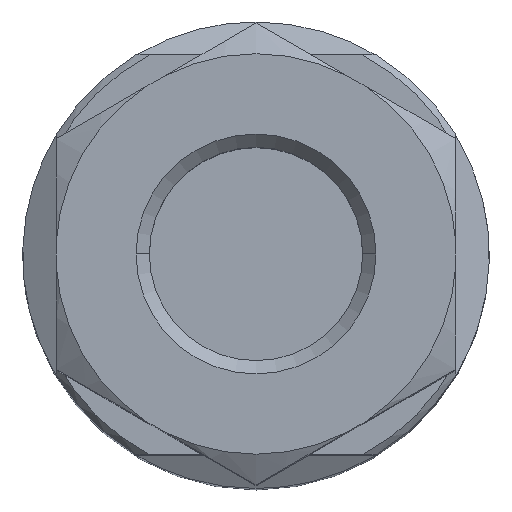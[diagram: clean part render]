
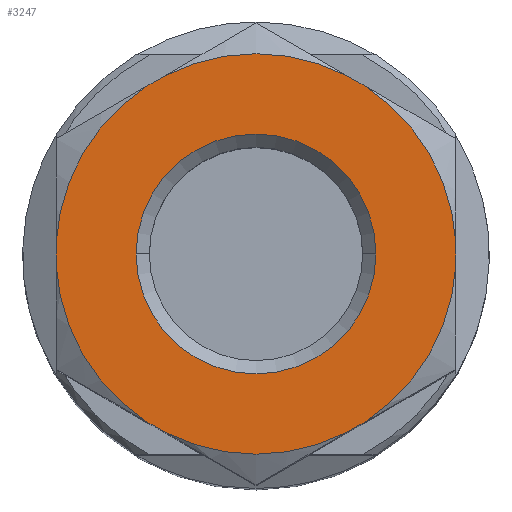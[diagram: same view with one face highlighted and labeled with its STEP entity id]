
A CAD part, top view. The second image highlights one B-rep face of the part: STEP entity #3247.
In plain terms, the highlighted planar face has unit normal (0, 0, 1).
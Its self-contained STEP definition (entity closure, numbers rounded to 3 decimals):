
#54 = CARTESIAN_POINT ( 'NONE',  ( -15., -0.785, 26. ) ) ;
#64 = CARTESIAN_POINT ( 'NONE',  ( 0., 0., 26. ) ) ;
#79 = CARTESIAN_POINT ( 'NONE',  ( 8.18, 12.598, 26. ) ) ;
#85 = VECTOR ( 'NONE', #1083, 1000. ) ;
#152 = VECTOR ( 'NONE', #1589, 1000. ) ;
#158 = CIRCLE ( 'NONE', #2114, 15.021 ) ;
#215 = CARTESIAN_POINT ( 'NONE',  ( -15., 0.785, 26. ) ) ;
#245 = ORIENTED_EDGE ( 'NONE', *, *, #3157, .F. ) ;
#246 = VERTEX_POINT ( 'NONE', #215 ) ;
#249 = VERTEX_POINT ( 'NONE', #994 ) ;
#272 = DIRECTION ( 'NONE',  ( 0., 0., 1. ) ) ;
#274 = CARTESIAN_POINT ( 'NONE',  ( -6.82, -13.383, 26. ) ) ;
#282 = ORIENTED_EDGE ( 'NONE', *, *, #560, .F. ) ;
#286 = EDGE_CURVE ( 'NONE', #978, #837, #1520, .T. ) ;
#295 = DIRECTION ( 'NONE',  ( 0., 0., -1. ) ) ;
#317 = CIRCLE ( 'NONE', #656, 9. ) ;
#323 = CIRCLE ( 'NONE', #389, 15.021 ) ;
#369 = DIRECTION ( 'NONE',  ( 1., 0., 0. ) ) ;
#381 = VECTOR ( 'NONE', #3408, 1000. ) ;
#389 = AXIS2_PLACEMENT_3D ( 'NONE', #64, #2186, #2723 ) ;
#393 = EDGE_CURVE ( 'NONE', #246, #2633, #2918, .T. ) ;
#427 = DIRECTION ( 'NONE',  ( 0., 0., -1. ) ) ;
#443 = DIRECTION ( 'NONE',  ( 1., 0., 0. ) ) ;
#445 = CIRCLE ( 'NONE', #1928, 9. ) ;
#488 = AXIS2_PLACEMENT_3D ( 'NONE', #2245, #1232, #2028 ) ;
#545 = CIRCLE ( 'NONE', #1533, 15.021 ) ;
#560 = EDGE_CURVE ( 'NONE', #2698, #249, #317, .T. ) ;
#590 = LINE ( 'NONE', #2996, #2322 ) ;
#596 = DIRECTION ( 'NONE',  ( 0., 0., 1. ) ) ;
#606 = AXIS2_PLACEMENT_3D ( 'NONE', #3305, #1736, #2308 ) ;
#656 = AXIS2_PLACEMENT_3D ( 'NONE', #701, #596, #443 ) ;
#687 = CARTESIAN_POINT ( 'NONE',  ( 6.82, -13.383, 26. ) ) ;
#690 = CARTESIAN_POINT ( 'NONE',  ( -8.18, -12.598, 26. ) ) ;
#701 = CARTESIAN_POINT ( 'NONE',  ( 0., 0., 26. ) ) ;
#715 = DIRECTION ( 'NONE',  ( 0.866, 0.5, 0. ) ) ;
#717 = CIRCLE ( 'NONE', #606, 15.021 ) ;
#740 = DIRECTION ( 'NONE',  ( 1., 0., 0. ) ) ;
#743 = CARTESIAN_POINT ( 'NONE',  ( 15., 0.785, 26. ) ) ;
#770 = VECTOR ( 'NONE', #715, 1000. ) ;
#772 = CARTESIAN_POINT ( 'NONE',  ( 0., 0., 26. ) ) ;
#811 = EDGE_CURVE ( 'NONE', #2214, #2451, #3239, .T. ) ;
#837 = VERTEX_POINT ( 'NONE', #3055 ) ;
#848 = LINE ( 'NONE', #2911, #1387 ) ;
#876 = EDGE_CURVE ( 'NONE', #2214, #2939, #3000, .T. ) ;
#922 = EDGE_CURVE ( 'NONE', #246, #837, #545, .T. ) ;
#978 = VERTEX_POINT ( 'NONE', #1380 ) ;
#984 = LINE ( 'NONE', #2037, #770 ) ;
#994 = CARTESIAN_POINT ( 'NONE',  ( 9., 0., 26. ) ) ;
#1046 = ORIENTED_EDGE ( 'NONE', *, *, #2398, .T. ) ;
#1051 = AXIS2_PLACEMENT_3D ( 'NONE', #2954, #295, #369 ) ;
#1076 = ORIENTED_EDGE ( 'NONE', *, *, #1969, .F. ) ;
#1083 = DIRECTION ( 'NONE',  ( -0.866, 0.5, 0. ) ) ;
#1166 = AXIS2_PLACEMENT_3D ( 'NONE', #1527, #2332, #740 ) ;
#1220 = VERTEX_POINT ( 'NONE', #1830 ) ;
#1232 = DIRECTION ( 'NONE',  ( 0., 0., -1. ) ) ;
#1319 = DIRECTION ( 'NONE',  ( 0.866, -0.5, 0. ) ) ;
#1373 = ORIENTED_EDGE ( 'NONE', *, *, #2480, .F. ) ;
#1380 = CARTESIAN_POINT ( 'NONE',  ( -6.82, 13.383, 26. ) ) ;
#1387 = VECTOR ( 'NONE', #1319, 1000. ) ;
#1397 = CARTESIAN_POINT ( 'NONE',  ( -9., 0., 26. ) ) ;
#1414 = VERTEX_POINT ( 'NONE', #690 ) ;
#1452 = ORIENTED_EDGE ( 'NONE', *, *, #1893, .F. ) ;
#1466 = CARTESIAN_POINT ( 'NONE',  ( 0., 0., 26. ) ) ;
#1508 = EDGE_CURVE ( 'NONE', #2088, #1220, #984, .T. ) ;
#1520 = LINE ( 'NONE', #2577, #381 ) ;
#1527 = CARTESIAN_POINT ( 'NONE',  ( 0., 17.321, 26. ) ) ;
#1533 = AXIS2_PLACEMENT_3D ( 'NONE', #2141, #3254, #2980 ) ;
#1589 = DIRECTION ( 'NONE',  ( 0., -1., 0. ) ) ;
#1709 = ORIENTED_EDGE ( 'NONE', *, *, #922, .F. ) ;
#1730 = ORIENTED_EDGE ( 'NONE', *, *, #2749, .F. ) ;
#1736 = DIRECTION ( 'NONE',  ( 0., 0., -1. ) ) ;
#1830 = CARTESIAN_POINT ( 'NONE',  ( 8.18, -12.598, 26. ) ) ;
#1893 = EDGE_CURVE ( 'NONE', #2579, #1220, #2919, .T. ) ;
#1924 = CARTESIAN_POINT ( 'NONE',  ( 15., 8.66, 26. ) ) ;
#1928 = AXIS2_PLACEMENT_3D ( 'NONE', #772, #272, #2625 ) ;
#1969 = EDGE_CURVE ( 'NONE', #978, #2939, #717, .T. ) ;
#2028 = DIRECTION ( 'NONE',  ( 1., 0., 0. ) ) ;
#2034 = EDGE_LOOP ( 'NONE', ( #1452, #3192, #2621, #2949, #1076, #3238, #1709, #2590, #1730, #1046, #245, #3379 ) ) ;
#2037 = CARTESIAN_POINT ( 'NONE',  ( 0., -17.321, 26. ) ) ;
#2088 = VERTEX_POINT ( 'NONE', #687 ) ;
#2114 = AXIS2_PLACEMENT_3D ( 'NONE', #1466, #427, #2731 ) ;
#2141 = CARTESIAN_POINT ( 'NONE',  ( 0., 0., 26. ) ) ;
#2186 = DIRECTION ( 'NONE',  ( 0., 0., -1. ) ) ;
#2195 = EDGE_LOOP ( 'NONE', ( #1373, #282 ) ) ;
#2214 = VERTEX_POINT ( 'NONE', #79 ) ;
#2245 = CARTESIAN_POINT ( 'NONE',  ( 0., 0., 26. ) ) ;
#2308 = DIRECTION ( 'NONE',  ( 1., 0., 0. ) ) ;
#2322 = VECTOR ( 'NONE', #3268, 1000. ) ;
#2332 = DIRECTION ( 'NONE',  ( 0., 0., 1. ) ) ;
#2398 = EDGE_CURVE ( 'NONE', #1414, #2415, #848, .T. ) ;
#2402 = CARTESIAN_POINT ( 'NONE',  ( -15., 8.66, 26. ) ) ;
#2415 = VERTEX_POINT ( 'NONE', #274 ) ;
#2451 = VERTEX_POINT ( 'NONE', #743 ) ;
#2480 = EDGE_CURVE ( 'NONE', #249, #2698, #445, .T. ) ;
#2577 = CARTESIAN_POINT ( 'NONE',  ( 0., 17.321, 26. ) ) ;
#2579 = VERTEX_POINT ( 'NONE', #2652 ) ;
#2590 = ORIENTED_EDGE ( 'NONE', *, *, #393, .T. ) ;
#2612 = PLANE ( 'NONE',  #1166 ) ;
#2621 = ORIENTED_EDGE ( 'NONE', *, *, #811, .F. ) ;
#2625 = DIRECTION ( 'NONE',  ( 1., 0., 0. ) ) ;
#2633 = VERTEX_POINT ( 'NONE', #54 ) ;
#2652 = CARTESIAN_POINT ( 'NONE',  ( 15., -0.785, 26. ) ) ;
#2698 = VERTEX_POINT ( 'NONE', #1397 ) ;
#2723 = DIRECTION ( 'NONE',  ( 1., 0., 0. ) ) ;
#2731 = DIRECTION ( 'NONE',  ( 1., 0., 0. ) ) ;
#2745 = EDGE_CURVE ( 'NONE', #2579, #2451, #590, .T. ) ;
#2749 = EDGE_CURVE ( 'NONE', #1414, #2633, #323, .T. ) ;
#2813 = FACE_BOUND ( 'NONE', #2195, .T. ) ;
#2911 = CARTESIAN_POINT ( 'NONE',  ( -15., -8.66, 26. ) ) ;
#2918 = LINE ( 'NONE', #2402, #152 ) ;
#2919 = CIRCLE ( 'NONE', #1051, 15.021 ) ;
#2939 = VERTEX_POINT ( 'NONE', #3346 ) ;
#2949 = ORIENTED_EDGE ( 'NONE', *, *, #876, .T. ) ;
#2954 = CARTESIAN_POINT ( 'NONE',  ( 0., 0., 26. ) ) ;
#2980 = DIRECTION ( 'NONE',  ( -1., 0., 0. ) ) ;
#2996 = CARTESIAN_POINT ( 'NONE',  ( 15., -8.66, 26. ) ) ;
#3000 = LINE ( 'NONE', #1924, #85 ) ;
#3055 = CARTESIAN_POINT ( 'NONE',  ( -8.18, 12.598, 26. ) ) ;
#3102 = FACE_OUTER_BOUND ( 'NONE', #2034, .T. ) ;
#3157 = EDGE_CURVE ( 'NONE', #2088, #2415, #158, .T. ) ;
#3192 = ORIENTED_EDGE ( 'NONE', *, *, #2745, .T. ) ;
#3238 = ORIENTED_EDGE ( 'NONE', *, *, #286, .T. ) ;
#3239 = CIRCLE ( 'NONE', #488, 15.021 ) ;
#3247 = ADVANCED_FACE ( 'NONE', ( #2813, #3102 ), #2612, .T. ) ;
#3254 = DIRECTION ( 'NONE',  ( 0., 0., -1. ) ) ;
#3268 = DIRECTION ( 'NONE',  ( 0., 1., 0. ) ) ;
#3305 = CARTESIAN_POINT ( 'NONE',  ( 0., 0., 26. ) ) ;
#3346 = CARTESIAN_POINT ( 'NONE',  ( 6.82, 13.383, 26. ) ) ;
#3379 = ORIENTED_EDGE ( 'NONE', *, *, #1508, .T. ) ;
#3408 = DIRECTION ( 'NONE',  ( -0.866, -0.5, 0. ) ) ;
